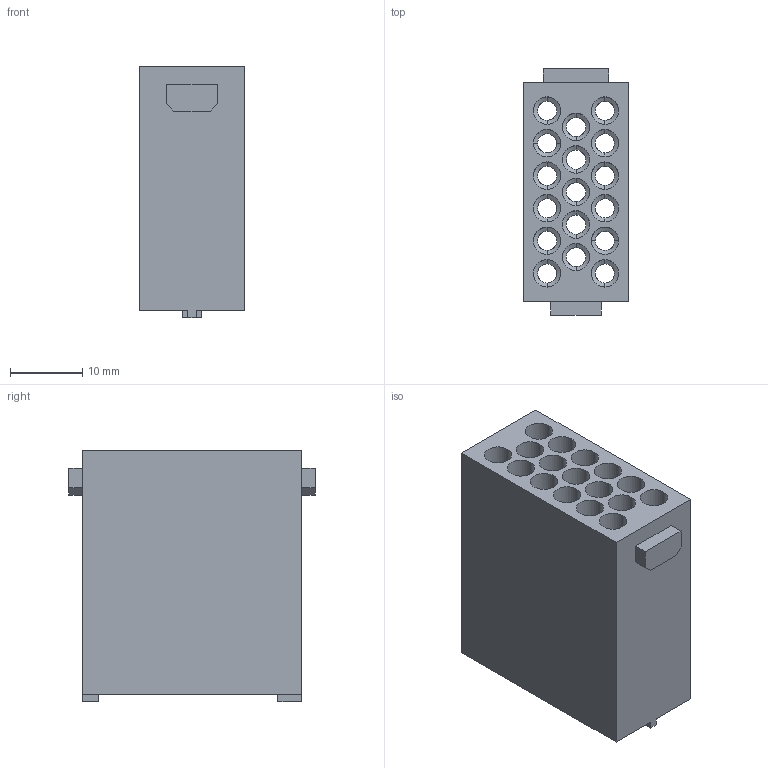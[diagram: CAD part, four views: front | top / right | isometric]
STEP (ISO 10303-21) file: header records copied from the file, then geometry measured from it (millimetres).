
FILE_DESCRIPTION(('CATIA V5 STEP Exchange','CAx-IF Rec.Pracs.--- Model Styling and Organization---1.4--- 2014-01-23'),'2;1');
FILE_NAME ('1255385-1_1', '2021-01-18T14:26:37+00:00', ('none'), ('Weidmueller'), 'CATIA Version 5-6 Release 2016 SP3 HF44', 'CATIA V5 STEP AP214', 'none');
FILE_SCHEMA(('AUTOMOTIVE_DESIGN { 1 0 10303 214 1 1 1 1 }'));
Length unit declared in the file: millimetre
Products named in the file (1): 2748480000
Bounding box: 14.6 x 34.1 x 34.8 mm (x, y, z)
Volume: 6719.5 mm3; surface area: 8773.1 mm2
Topology: 1 solids, 1 shells, 197 faces, 526 edges, 350 vertices
Faces by surface type: cylinder 102, plane 57, cone 38
Entity records: 6792 total; most frequent: CARTESIAN_POINT 1945, ORIENTED_EDGE 1052, DIRECTION 834, EDGE_CURVE 526, AXIS2_PLACEMENT_3D 393, VERTEX_POINT 350, EDGE_LOOP 250, VECTOR 248
